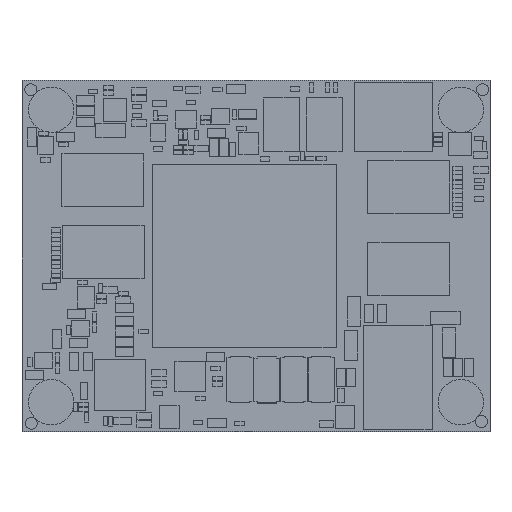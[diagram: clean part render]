
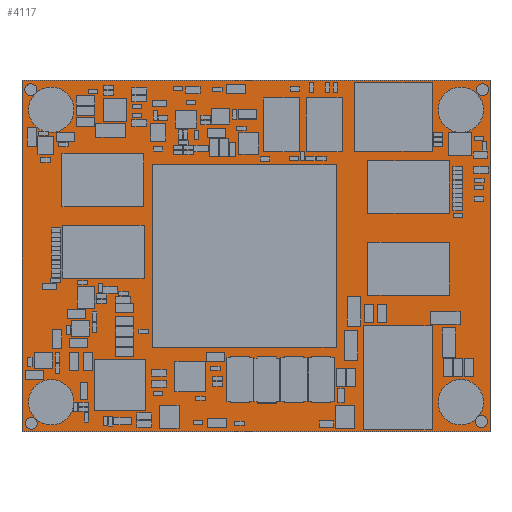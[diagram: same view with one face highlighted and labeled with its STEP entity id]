
A CAD part, top view. The second image highlights one B-rep face of the part: STEP entity #4117.
In plain terms, the highlighted planar face has unit normal (0, 0, 1).
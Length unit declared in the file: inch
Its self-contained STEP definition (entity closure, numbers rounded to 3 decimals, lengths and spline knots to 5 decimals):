
#2529=FACE_OUTER_BOUND($,#2709,.F.);
#2709=EDGE_LOOP($,(#4297,#4298,#4299,#4300));
#2889=AXIS2_PLACEMENT_3D($,#8552,#7175,$);
#3941=PLANE($,#2889);
#4117=ADVANCED_FACE($,(#2529),#3941,.T.);
#4297=ORIENTED_EDGE($,*,*,#5041,.T.);
#4298=ORIENTED_EDGE($,*,*,#5042,.T.);
#4299=ORIENTED_EDGE($,*,*,#5043,.T.);
#4300=ORIENTED_EDGE($,*,*,#5044,.T.);
#5041=EDGE_CURVE($,#6225,#6226,#5833,.T.);
#5042=EDGE_CURVE($,#6226,#6227,#5834,.T.);
#5043=EDGE_CURVE($,#6227,#6228,#5835,.T.);
#5044=EDGE_CURVE($,#6228,#6225,#5836,.T.);
#5441=VECTOR($,#7178,2.3622);
#5442=VECTOR($,#7179,3.1496);
#5443=VECTOR($,#7180,2.3622);
#5444=VECTOR($,#7181,3.1496);
#5833=LINE($,#8551,#5441);
#5834=LINE($,#8552,#5442);
#5835=LINE($,#8553,#5443);
#5836=LINE($,#8554,#5444);
#6225=VERTEX_POINT($,#8551);
#6226=VERTEX_POINT($,#8552);
#6227=VERTEX_POINT($,#8553);
#6228=VERTEX_POINT($,#8554);
#7175=DIRECTION($,(0.,0.,1.));
#7178=DIRECTION($,(0.,-1.,0.));
#7179=DIRECTION($,(-1.,0.,0.));
#7180=DIRECTION($,(0.,1.,0.));
#7181=DIRECTION($,(1.,0.,0.));
#8551=CARTESIAN_POINT('',(3.1496,2.3622,0.));
#8552=CARTESIAN_POINT('',(3.1496,0.,0.));
#8553=CARTESIAN_POINT('',(0.,0.,0.));
#8554=CARTESIAN_POINT('',(0.,2.3622,0.));
